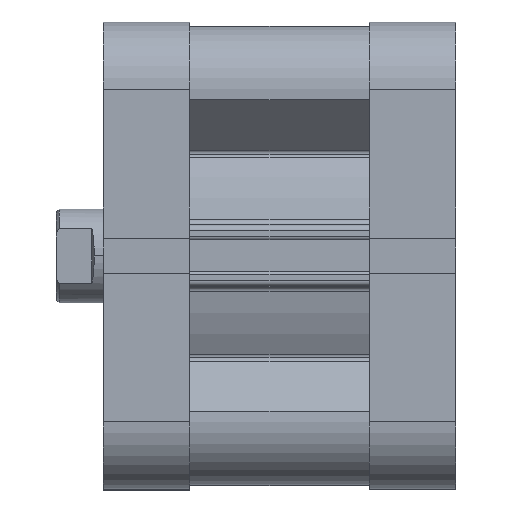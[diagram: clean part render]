
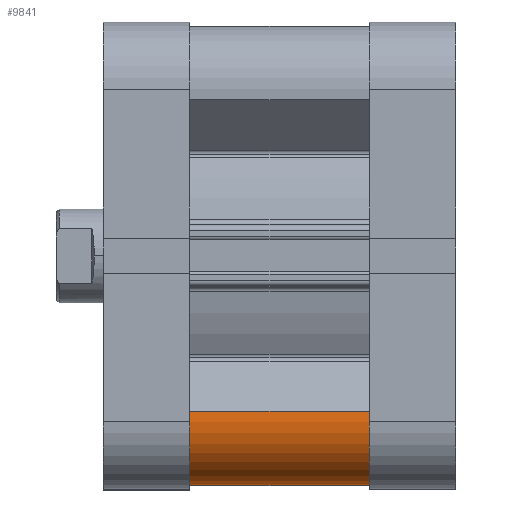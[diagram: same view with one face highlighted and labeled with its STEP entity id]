
A CAD part, top view. The second image highlights one B-rep face of the part: STEP entity #9841.
In plain terms, the highlighted cylindrical face has radius 10.75 mm (diameter 21.5 mm), a partial arc.
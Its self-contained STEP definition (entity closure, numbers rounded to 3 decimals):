
#1433 = EDGE_LOOP ( 'NONE', ( #5545, #5546, #5547, #5548 ) ) ;
#2003 = CARTESIAN_POINT ( 'NONE',  ( 38.853, -26.479, 30.5 ) ) ;
#2006 = CARTESIAN_POINT ( 'NONE',  ( 38.853, -26.479, 0. ) ) ;
#2028 = CARTESIAN_POINT ( 'NONE',  ( 26.479, -38.853, 30.5 ) ) ;
#2189 = CARTESIAN_POINT ( 'NONE',  ( 26.479, -38.853, 0. ) ) ;
#3411 = VERTEX_POINT ( 'NONE', #2189 ) ;
#3412 = VERTEX_POINT ( 'NONE', #2006 ) ;
#3505 = VERTEX_POINT ( 'NONE', #2003 ) ;
#3506 = VERTEX_POINT ( 'NONE', #2028 ) ;
#4243 = EDGE_CURVE ( 'NONE', #3506, #3505, #6937, .T. ) ;
#4352 = EDGE_CURVE ( 'NONE', #3411, #3412, #7104, .T. ) ;
#4400 = EDGE_CURVE ( 'NONE', #3505, #3412, #7180, .T. ) ;
#4407 = EDGE_CURVE ( 'NONE', #3506, #3411, #8928, .T. ) ;
#5545 = ORIENTED_EDGE ( 'NONE', *, *, #4352, .T. ) ;
#5546 = ORIENTED_EDGE ( 'NONE', *, *, #4400, .F. ) ;
#5547 = ORIENTED_EDGE ( 'NONE', *, *, #4243, .F. ) ;
#5548 = ORIENTED_EDGE ( 'NONE', *, *, #4407, .T. ) ;
#6937 = CIRCLE ( 'NONE', #7261, 10.75 ) ;
#7104 = CIRCLE ( 'NONE', #7309, 10.75 ) ;
#7180 = LINE ( 'NONE', #8216, #7181 ) ;
#7181 = VECTOR ( 'NONE', #8217, 1000. ) ;
#7261 = AXIS2_PLACEMENT_3D ( 'NONE', #7824, #7833, #7834 ) ;
#7309 = AXIS2_PLACEMENT_3D ( 'NONE', #8093, #8101, #8102 ) ;
#7415 = AXIS2_PLACEMENT_3D ( 'NONE', #8673, #8665, #8668 ) ;
#7824 = CARTESIAN_POINT ( 'NONE',  ( 28.25, -28.25, 30.5 ) ) ;
#7833 = DIRECTION ( 'NONE',  ( 0., 0., 1. ) ) ;
#7834 = DIRECTION ( 'NONE',  ( -1., 0., 0. ) ) ;
#8093 = CARTESIAN_POINT ( 'NONE',  ( 28.25, -28.25, 0. ) ) ;
#8101 = DIRECTION ( 'NONE',  ( 0., 0., 1. ) ) ;
#8102 = DIRECTION ( 'NONE',  ( -1., 0., 0. ) ) ;
#8216 = CARTESIAN_POINT ( 'NONE',  ( 38.853, -26.479, 30.5 ) ) ;
#8217 = DIRECTION ( 'NONE',  ( 0., 0., -1. ) ) ;
#8230 = CARTESIAN_POINT ( 'NONE',  ( 26.479, -38.853, 30.5 ) ) ;
#8231 = DIRECTION ( 'NONE',  ( 0., 0., -1. ) ) ;
#8665 = DIRECTION ( 'NONE',  ( 0., 0., -1. ) ) ;
#8668 = DIRECTION ( 'NONE',  ( -1., 0., 0. ) ) ;
#8673 = CARTESIAN_POINT ( 'NONE',  ( 28.25, -28.25, 30.5 ) ) ;
#8928 = LINE ( 'NONE', #8230, #8929 ) ;
#8929 = VECTOR ( 'NONE', #8231, 1000. ) ;
#9233 = CYLINDRICAL_SURFACE ( 'NONE', #7415, 10.75 ) ;
#9236 = FACE_OUTER_BOUND ( 'NONE', #1433, .T. ) ;
#9841 = ADVANCED_FACE ( 'NONE', ( #9236 ), #9233, .T. ) ;
